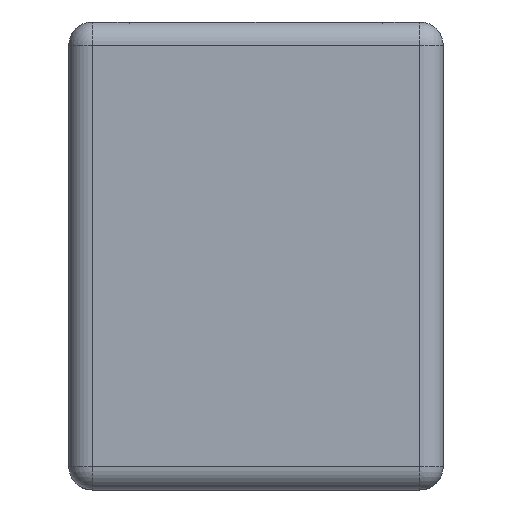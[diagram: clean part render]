
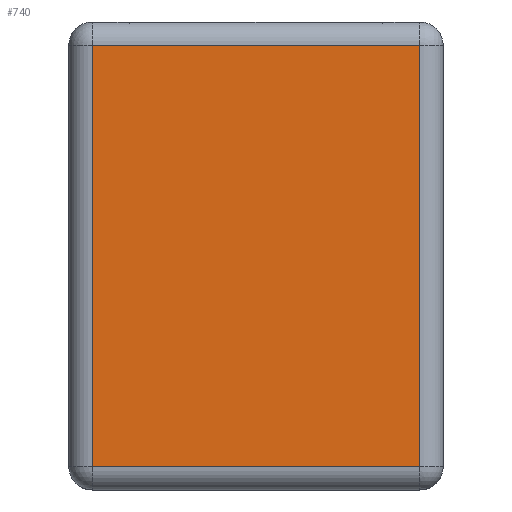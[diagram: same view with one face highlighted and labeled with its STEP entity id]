
A CAD part, left-side view. The second image highlights one B-rep face of the part: STEP entity #740.
In plain terms, the highlighted planar face has unit normal (-1, 0, 0).
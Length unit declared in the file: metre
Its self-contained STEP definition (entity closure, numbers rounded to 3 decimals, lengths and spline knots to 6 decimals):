
#133=ORIENTED_EDGE('',*,*,#357,.T.);
#134=ORIENTED_EDGE('',*,*,#358,.T.);
#135=ORIENTED_EDGE('',*,*,#359,.T.);
#136=ORIENTED_EDGE('',*,*,#360,.T.);
#357=EDGE_CURVE('',#469,#470,#526,.T.);
#358=EDGE_CURVE('',#470,#471,#527,.T.);
#359=EDGE_CURVE('',#471,#472,#528,.F.);
#360=EDGE_CURVE('',#472,#469,#529,.F.);
#469=VERTEX_POINT('',#1224);
#470=VERTEX_POINT('',#1225);
#471=VERTEX_POINT('',#1227);
#472=VERTEX_POINT('',#1229);
#526=LINE('',#1223,#578);
#527=LINE('',#1226,#579);
#528=LINE('',#1228,#580);
#529=LINE('',#1230,#581);
#578=VECTOR('',#947,1.);
#579=VECTOR('',#948,1.);
#580=VECTOR('',#949,1.);
#581=VECTOR('',#950,1.);
#618=EDGE_LOOP('',(#133,#134,#135,#136));
#672=FACE_BOUND('',#618,.T.);
#726=PLANE('',#810);
#740=ADVANCED_FACE('',(#672),#726,.T.);
#810=AXIS2_PLACEMENT_3D('',#1222,#945,#946);
#945=DIRECTION('',(-1.,0.,0.));
#946=DIRECTION('',(0.,0.,1.));
#947=DIRECTION('',(0.,1.,0.));
#948=DIRECTION('',(0.,0.,-1.));
#949=DIRECTION('',(0.,1.,0.));
#950=DIRECTION('',(0.,0.,-1.));
#1222=CARTESIAN_POINT('',(-0.041875,0.007959,0.05));
#1223=CARTESIAN_POINT('',(-0.041875,0.007959,0.0475));
#1224=CARTESIAN_POINT('',(-0.041875,-0.009541,0.0475));
#1225=CARTESIAN_POINT('',(-0.041875,0.025459,0.0475));
#1226=CARTESIAN_POINT('',(-0.041875,0.025459,0.05));
#1227=CARTESIAN_POINT('',(-0.041875,0.025459,0.0025));
#1228=CARTESIAN_POINT('',(-0.041875,-0.012041,0.0025));
#1229=CARTESIAN_POINT('',(-0.041875,-0.009541,0.0025));
#1230=CARTESIAN_POINT('',(-0.041875,-0.009541,0.05));
